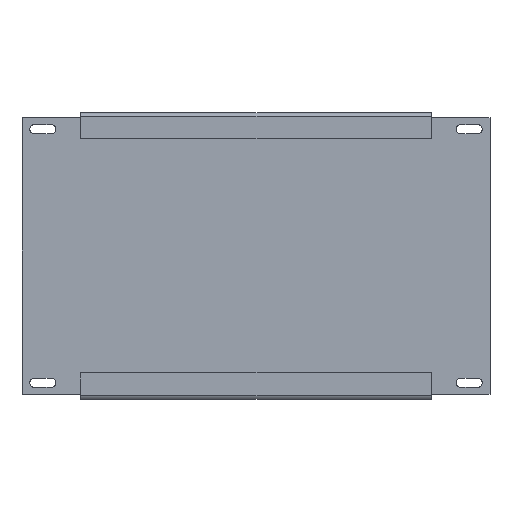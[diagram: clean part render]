
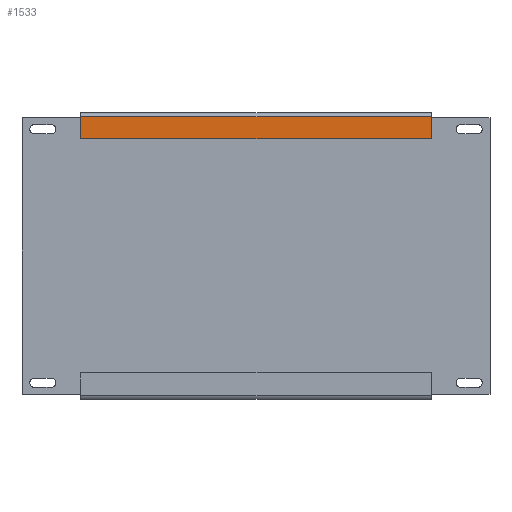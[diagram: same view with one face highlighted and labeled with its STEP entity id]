
A CAD part, top view. The second image highlights one B-rep face of the part: STEP entity #1533.
In plain terms, the highlighted planar face has unit normal (0, 0, 1).
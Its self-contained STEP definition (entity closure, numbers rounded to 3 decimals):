
#63 = DIRECTION ( 'NONE',  ( -1., 0., 0. ) ) ;
#154 = CARTESIAN_POINT ( 'NONE',  ( 315., 213.5, 18. ) ) ;
#169 = VERTEX_POINT ( 'NONE', #262 ) ;
#187 = EDGE_CURVE ( 'NONE', #1183, #1170, #1517, .T. ) ;
#262 = CARTESIAN_POINT ( 'NONE',  ( 45., 196.5, 18. ) ) ;
#266 = VECTOR ( 'NONE', #63, 1000. ) ;
#369 = LINE ( 'NONE', #1761, #1189 ) ;
#388 = CARTESIAN_POINT ( 'NONE',  ( 45., 196.5, 18. ) ) ;
#411 = ORIENTED_EDGE ( 'NONE', *, *, #1674, .F. ) ;
#412 = DIRECTION ( 'NONE',  ( 0., 1., 0. ) ) ;
#437 = CARTESIAN_POINT ( 'NONE',  ( 315., 196.5, 18. ) ) ;
#538 = CARTESIAN_POINT ( 'NONE',  ( 0., 0., 18. ) ) ;
#548 = DIRECTION ( 'NONE',  ( 0., -1., 0. ) ) ;
#631 = EDGE_LOOP ( 'NONE', ( #1672, #1182, #411, #673 ) ) ;
#647 = VERTEX_POINT ( 'NONE', #863 ) ;
#673 = ORIENTED_EDGE ( 'NONE', *, *, #1545, .F. ) ;
#677 = DIRECTION ( 'NONE',  ( 0., 0., 1. ) ) ;
#698 = LINE ( 'NONE', #388, #266 ) ;
#786 = VECTOR ( 'NONE', #412, 1000. ) ;
#810 = VECTOR ( 'NONE', #898, 1000. ) ;
#863 = CARTESIAN_POINT ( 'NONE',  ( 45., 213.5, 18. ) ) ;
#888 = AXIS2_PLACEMENT_3D ( 'NONE', #538, #677, #548 ) ;
#898 = DIRECTION ( 'NONE',  ( 0., -1., 0. ) ) ;
#1139 = DIRECTION ( 'NONE',  ( -1., 0., 0. ) ) ;
#1161 = FACE_OUTER_BOUND ( 'NONE', #631, .T. ) ;
#1170 = VERTEX_POINT ( 'NONE', #437 ) ;
#1182 = ORIENTED_EDGE ( 'NONE', *, *, #1524, .T. ) ;
#1183 = VERTEX_POINT ( 'NONE', #154 ) ;
#1186 = CARTESIAN_POINT ( 'NONE',  ( 45., 214.5, 18. ) ) ;
#1189 = VECTOR ( 'NONE', #1139, 1000. ) ;
#1323 = LINE ( 'NONE', #1186, #786 ) ;
#1410 = PLANE ( 'NONE',  #888 ) ;
#1517 = LINE ( 'NONE', #1637, #810 ) ;
#1524 = EDGE_CURVE ( 'NONE', #1183, #647, #369, .T. ) ;
#1533 = ADVANCED_FACE ( 'NONE', ( #1161 ), #1410, .T. ) ;
#1545 = EDGE_CURVE ( 'NONE', #1170, #169, #698, .T. ) ;
#1637 = CARTESIAN_POINT ( 'NONE',  ( 315., 196.5, 18. ) ) ;
#1672 = ORIENTED_EDGE ( 'NONE', *, *, #187, .F. ) ;
#1674 = EDGE_CURVE ( 'NONE', #169, #647, #1323, .T. ) ;
#1761 = CARTESIAN_POINT ( 'NONE',  ( 0., 213.5, 18. ) ) ;
